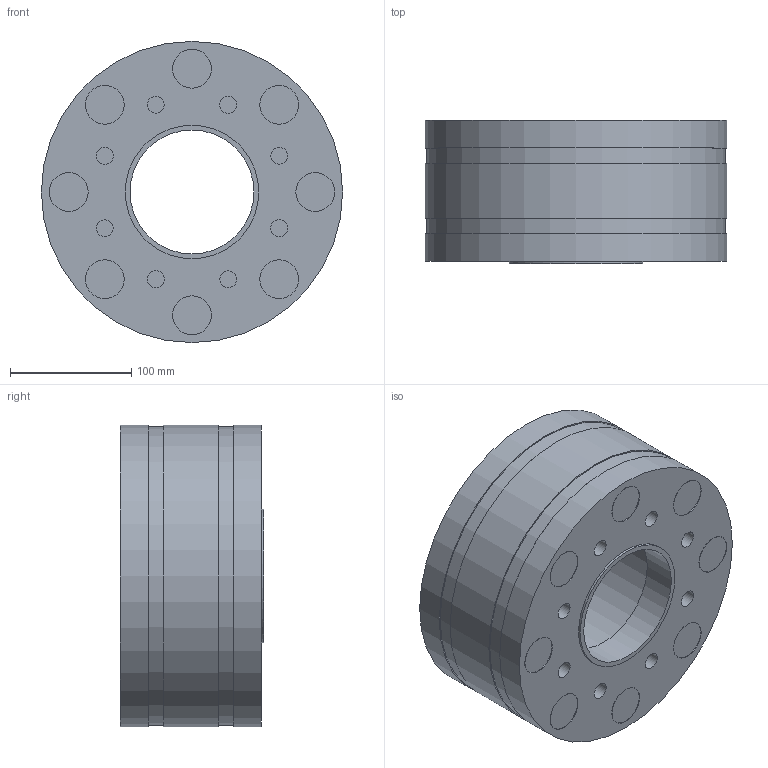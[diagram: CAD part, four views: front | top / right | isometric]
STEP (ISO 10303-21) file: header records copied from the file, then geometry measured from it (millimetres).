
FILE_DESCRIPTION(/* description */ ('Unknown'),/* implementation_level */ '2;1');
FILE_NAME(/* name */ 'HK25-110-TF217-3ZS-Dummy',/* time_stamp */ '2016-10-20T10:55:59+02:00',/* author */ ('Unknown'),/* organization */ ('Unknown'),/* preprocessor_version */ 'ST-DEVELOPER v16.7',/* originating_system */ 'DEX',/* authorisation */ $);
FILE_SCHEMA (('AUTOMOTIVE_DESIGN {1 0 10303 214 3 1 1}'));
Length unit declared in the file: millimetre
Products named in the file (1): HK25-110-TF217-3ZS-Dummy
Bounding box: 248 x 118 x 248 mm (x, y, z)
Volume: 3997106.7 mm3; surface area: 246012.2 mm2
Topology: 1 solids, 1 shells, 96 faces, 148 edges, 100 vertices
Faces by surface type: cylinder 48, plane 48
Full cylindrical faces by diameter (mm): 13.835 x24, 32 x16, 102 x1, 110 x1, 135 x1, 246 x2, 248 x3
Entity records: 2624 total; most frequent: DIRECTION 386, CARTESIAN_POINT 289, AXIS2_PLACEMENT_3D 193, ORIENTED_EDGE 192, EDGE_LOOP 192, FACE_BOUND 192, EDGE_CURVE 96, VERTEX_POINT 96
